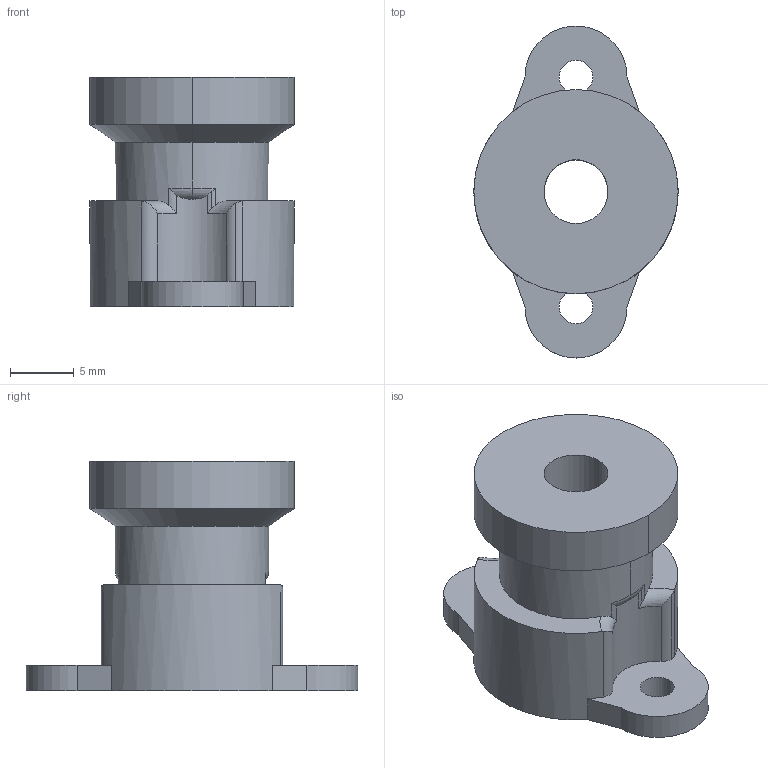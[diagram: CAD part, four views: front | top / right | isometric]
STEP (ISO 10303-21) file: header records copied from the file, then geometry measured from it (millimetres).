
FILE_DESCRIPTION (( 'STEP AP214' ), '1' );
FILE_NAME ('BLTouchAdapter_2nd_Hotend_Adapter.STEP', '2016-09-17T01:26:21', ( '' ), ( '' ), 'SwSTEP 2.0', 'SolidWorks 2016', '' );
FILE_SCHEMA (( 'AUTOMOTIVE_DESIGN' ));
Length unit declared in the file: millimetre
Products named in the file (1): BLTouchAdapter_2nd_Hotend_Adapter
Bounding box: 16 x 26 x 18 mm (x, y, z)
Volume: 2782.4 mm3; surface area: 1818.5 mm2
Topology: 1 solids, 1 shells, 47 faces, 130 edges, 85 vertices
Faces by surface type: cylinder 28, plane 10, torus 7, cone 2
Entity records: 1638 total; most frequent: CARTESIAN_POINT 396, ORIENTED_EDGE 260, DIRECTION 250, EDGE_CURVE 130, AXIS2_PLACEMENT_3D 101, VERTEX_POINT 85, EDGE_LOOP 53, CIRCLE 53
